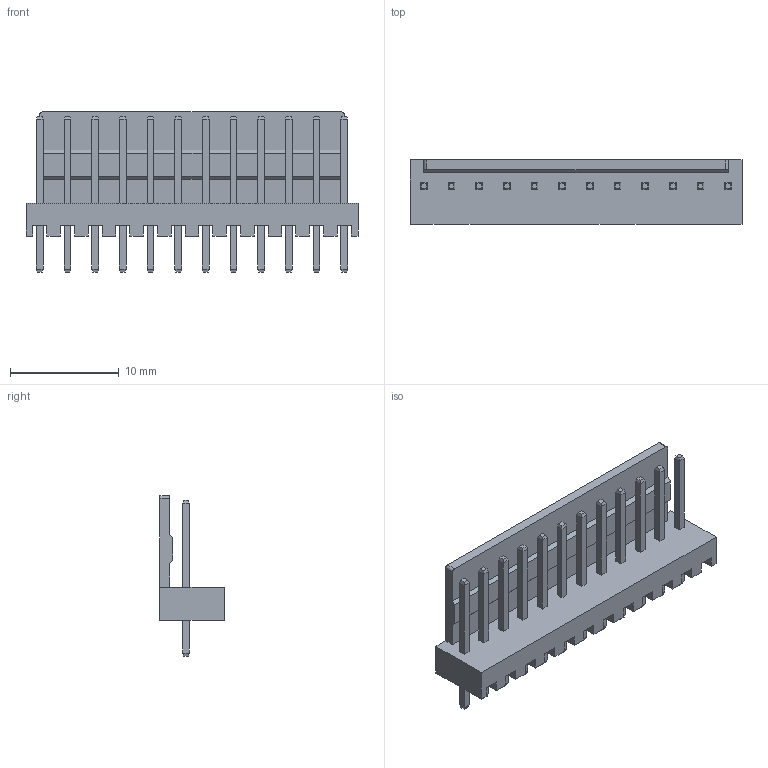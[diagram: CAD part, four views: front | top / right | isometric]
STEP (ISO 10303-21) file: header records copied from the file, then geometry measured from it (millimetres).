
FILE_DESCRIPTION (( 'STEP AP214' ), '1' );
FILE_NAME ('User Library-DS1070-12 (WF-12 CONNFLY).STEP', '2019-01-04T11:52:22', ( '' ), ( '' ), 'SwSTEP 2.0', 'SolidWorks 2018', '' );
FILE_SCHEMA (( 'AUTOMOTIVE_DESIGN' ));
Length unit declared in the file: millimetre
Products named in the file (1): User Library-DS1070-12 (WF-12 CONNFLY)
Bounding box: 30.48 x 5.9 x 14.7 mm (x, y, z)
Volume: 738.5 mm3; surface area: 1551.9 mm2
Topology: 1 solids, 1 shells, 280 faces, 666 edges, 412 vertices
Faces by surface type: plane 278, cylinder 2
Entity records: 8524 total; most frequent: CARTESIAN_POINT 1359, ORIENTED_EDGE 1332, DIRECTION 1232, EDGE_CURVE 666, VECTOR 662, LINE 662, VERTEX_POINT 412, EDGE_LOOP 304
